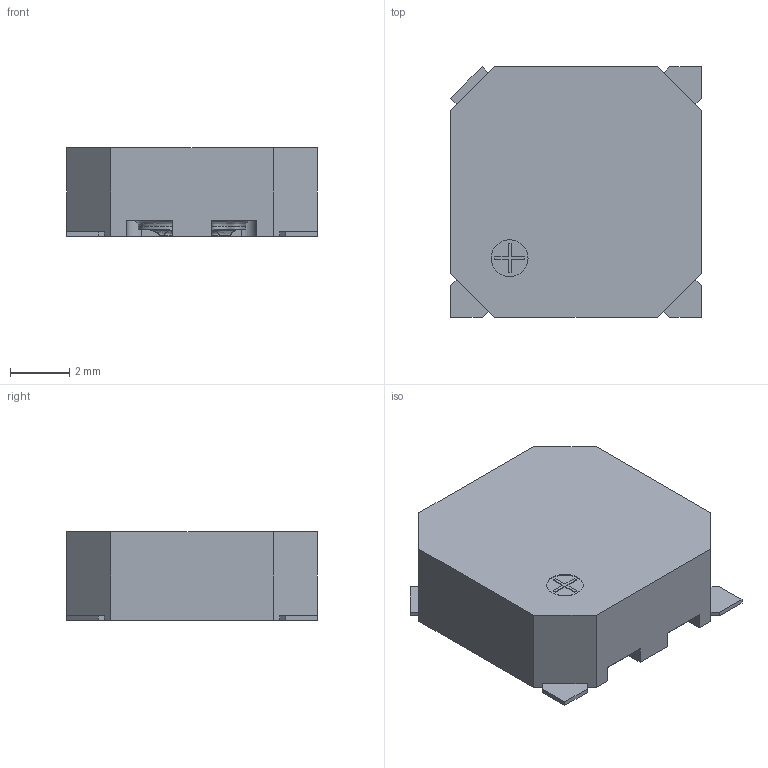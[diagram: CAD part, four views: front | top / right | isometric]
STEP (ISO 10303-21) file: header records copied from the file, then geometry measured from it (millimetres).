
FILE_DESCRIPTION(('FreeCAD Model'),'2;1');
FILE_NAME('PUIAudio_SMT_0825_S_4_R.step', '2017-08-11T11:58:28',('kicad StepUp'),('ksu MCAD'), 'Open CASCADE STEP processor 6.8','FreeCAD','Unknown');
FILE_SCHEMA(('AUTOMOTIVE_DESIGN_CC2 { 1 2 10303 214 -1 1 5 4 }'));
Length unit declared in the file: millimetre
Products named in the file (1): PUIAudio_SMT_0825_S_4_R
Bounding box: 8.5 x 8.5 x 3 mm (x, y, z)
Volume: 150.2 mm3; surface area: 423.6 mm2
Topology: 1 solids, 1 shells, 205 faces, 567 edges, 366 vertices
Faces by surface type: plane 142, revolution 27, cylinder 20, bspline 16
Entity records: 9037 total; most frequent: CARTESIAN_POINT 2325, ORIENTED_EDGE 1130, DIRECTION 1006, EDGE_CURVE 565, LINE 449, VECTOR 449, VERTEX_POINT 367, AXIS2_PLACEMENT_3D 265
